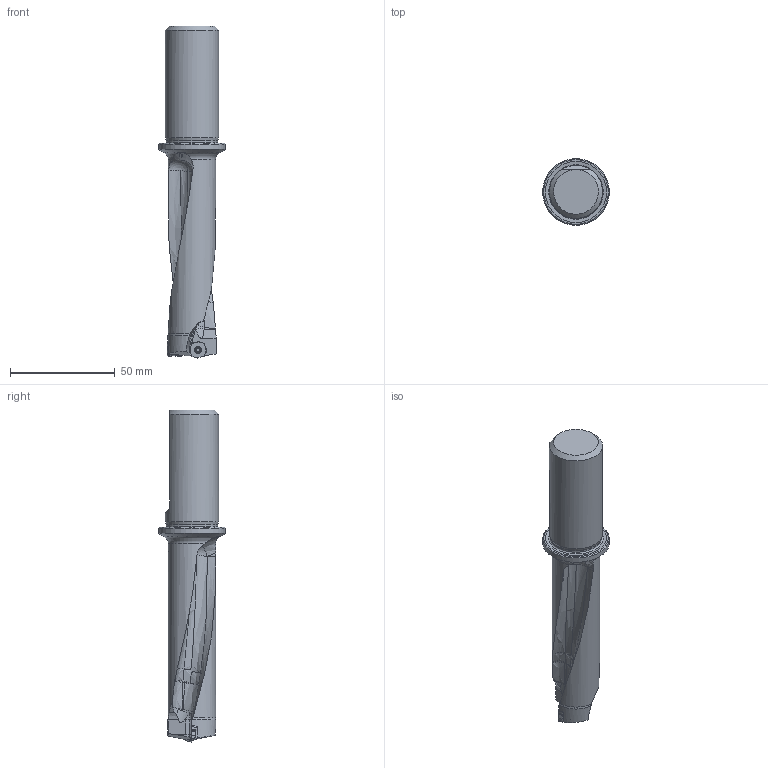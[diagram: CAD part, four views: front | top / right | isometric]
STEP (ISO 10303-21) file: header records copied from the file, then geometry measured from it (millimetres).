
FILE_DESCRIPTION(/* description */ (''),/* implementation_level */ '2;1');
FILE_NAME(/* name */ '7256725.stp',/* time_stamp */ '2024-08-08T18:21:26+06:00',/* author */ (''),/* organization */ (''),/* preprocessor_version */ 'ST-DEVELOPER v16.7',/* originating_system */ 'SIEMENS PLM Software NX 12.0',/* authorisation */ '');
FILE_SCHEMA (('AUTOMOTIVE_DESIGN { 1 0 10303 214 3 1 1 1 }'));
Length unit declared in the file: millimetre
Products named in the file (1): 7256725
Bounding box: 31.9 x 31.9 x 158.62 mm (x, y, z)
Volume: 53845.6 mm3; surface area: 14342.2 mm2
Topology: 5 solids, 5 shells, 317 faces, 936 edges, 701 vertices
Faces by surface type: cylinder 121, plane 101, bspline 44, cone 22, sphere 17, torus 12
Full cylindrical faces by diameter (mm): 1.9 x2, 2.2 x2, 2.6 x2, 3.05 x2, 3.4 x2, 24.694 x1, 25.4 x1, 31.9 x1
Entity records: 12624 total; most frequent: CARTESIAN_POINT 4276, ORIENTED_EDGE 1662, DIRECTION 1648, EDGE_CURVE 831, AXIS2_PLACEMENT_3D 657, VERTEX_POINT 558, EDGE_LOOP 355, LINE 334
